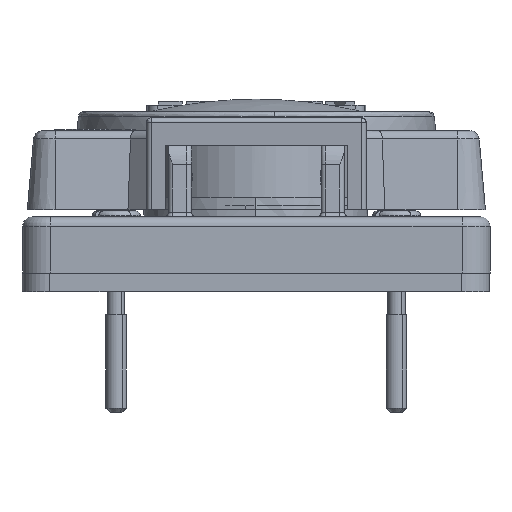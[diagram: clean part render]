
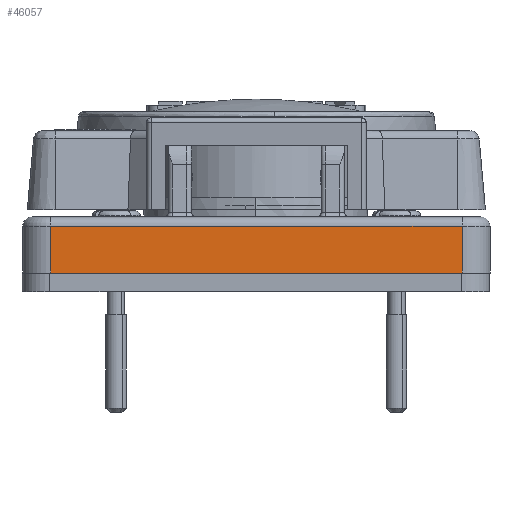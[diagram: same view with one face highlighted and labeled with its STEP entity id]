
A CAD part, front view. The second image highlights one B-rep face of the part: STEP entity #46057.
In plain terms, the highlighted planar face has unit normal (0, -1, 0).
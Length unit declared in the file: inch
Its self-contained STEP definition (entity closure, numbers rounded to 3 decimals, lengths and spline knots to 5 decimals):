
#2413 = CARTESIAN_POINT ( 'NONE',  ( -0.29117, 0.10267, 3.58863 ) ) ;
#5279 = EDGE_CURVE ( 'NONE', #31251, #9675, #41879, .T. ) ;
#6170 = ORIENTED_EDGE ( 'NONE', *, *, #6577, .T. ) ;
#6184 = VERTEX_POINT ( 'NONE', #34127 ) ;
#6577 = EDGE_CURVE ( 'NONE', #6184, #15295, #24730, .T. ) ;
#6613 = ORIENTED_EDGE ( 'NONE', *, *, #5279, .T. ) ;
#6718 = AXIS2_PLACEMENT_3D ( 'NONE', #26403, #37632, #45382 ) ;
#9675 = VERTEX_POINT ( 'NONE', #38598 ) ;
#11844 = VECTOR ( 'NONE', #14249, 39.37008 ) ;
#13221 = CARTESIAN_POINT ( 'NONE',  ( 2.83383, 0.10267, 3.27563 ) ) ;
#13241 = LINE ( 'NONE', #2413, #45736 ) ;
#14228 = EDGE_CURVE ( 'NONE', #9675, #6184, #13241, .T. ) ;
#14249 = DIRECTION ( 'NONE',  ( 0., 0., 1. ) ) ;
#15295 = VERTEX_POINT ( 'NONE', #27405 ) ;
#17475 = PLANE ( 'NONE',  #6718 ) ;
#24730 = LINE ( 'NONE', #46323, #39721 ) ;
#26403 = CARTESIAN_POINT ( 'NONE',  ( -0.29117, 0.10267, 3.22463 ) ) ;
#27405 = CARTESIAN_POINT ( 'NONE',  ( -0.10417, 0.10267, 3.27563 ) ) ;
#31251 = VERTEX_POINT ( 'NONE', #45768 ) ;
#33229 = EDGE_CURVE ( 'NONE', #31251, #15295, #48084, .T. ) ;
#33589 = DIRECTION ( 'NONE',  ( -1., 0., 0. ) ) ;
#34127 = CARTESIAN_POINT ( 'NONE',  ( -0.10417, 0.10267, 3.58863 ) ) ;
#36322 = FACE_OUTER_BOUND ( 'NONE', #46995, .T. ) ;
#36399 = DIRECTION ( 'NONE',  ( -1., 0., 0. ) ) ;
#37632 = DIRECTION ( 'NONE',  ( 0., -1., 0. ) ) ;
#37823 = VECTOR ( 'NONE', #36399, 39.37008 ) ;
#38220 = DIRECTION ( 'NONE',  ( 0., 0., -1. ) ) ;
#38598 = CARTESIAN_POINT ( 'NONE',  ( 2.64683, 0.10267, 3.58863 ) ) ;
#39721 = VECTOR ( 'NONE', #38220, 39.37008 ) ;
#39766 = ORIENTED_EDGE ( 'NONE', *, *, #33229, .F. ) ;
#41083 = CARTESIAN_POINT ( 'NONE',  ( 2.64683, 0.10267, 3.22463 ) ) ;
#41879 = LINE ( 'NONE', #41083, #11844 ) ;
#45382 = DIRECTION ( 'NONE',  ( 0., 0., -1. ) ) ;
#45736 = VECTOR ( 'NONE', #33589, 39.37008 ) ;
#45768 = CARTESIAN_POINT ( 'NONE',  ( 2.64683, 0.10267, 3.27563 ) ) ;
#46057 = ADVANCED_FACE ( 'NONE', ( #36322 ), #17475, .T. ) ;
#46323 = CARTESIAN_POINT ( 'NONE',  ( -0.10417, 0.10267, 3.22463 ) ) ;
#46995 = EDGE_LOOP ( 'NONE', ( #6613, #48113, #6170, #39766 ) ) ;
#48084 = LINE ( 'NONE', #13221, #37823 ) ;
#48113 = ORIENTED_EDGE ( 'NONE', *, *, #14228, .T. ) ;
